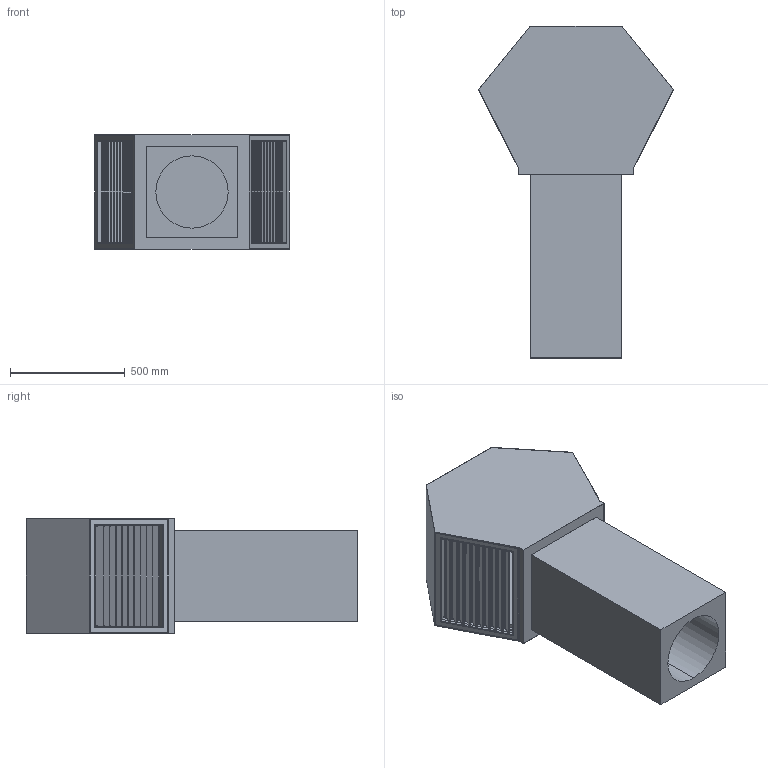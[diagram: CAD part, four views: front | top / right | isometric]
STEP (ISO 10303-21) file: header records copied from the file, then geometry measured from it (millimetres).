
FILE_DESCRIPTION (( 'STEP AP214' ), '1' );
FILE_NAME ('TBHA2.STEP', '2014-06-24T11:50:02', ( '' ), ( '' ), 'SwSTEP 2.0', 'SolidWorks 2014', '' );
FILE_SCHEMA (( 'AUTOMOTIVE_DESIGN' ));
Length unit declared in the file: millimetre
Products named in the file (5): galler 3m_TBHA 2; tLamell-200_440; GH ram_TBHA 2; TBHA2
Assembly tree (14 placements, depth 3):
  TBHA2
    TBHA2
    galler 3m_TBHA 2  x2
      GH ram_TBHA 2
      tLamell-200_440
Bounding box: 850 x 1446.48 x 500 mm (x, y, z)
Volume: 69512308.3 mm3; surface area: 7229138.9 mm2
Topology: 31 solids, 31 shells, 620 faces, 1334 edges, 780 vertices
Faces by surface type: plane 494, cylinder 126
Entity records: 4050 total; most frequent: CARTESIAN_POINT 572, DIRECTION 552, ORIENTED_EDGE 536, EDGE_CURVE 268, VECTOR 248, LINE 248, VERTEX_POINT 172, AXIS2_PLACEMENT_3D 152
